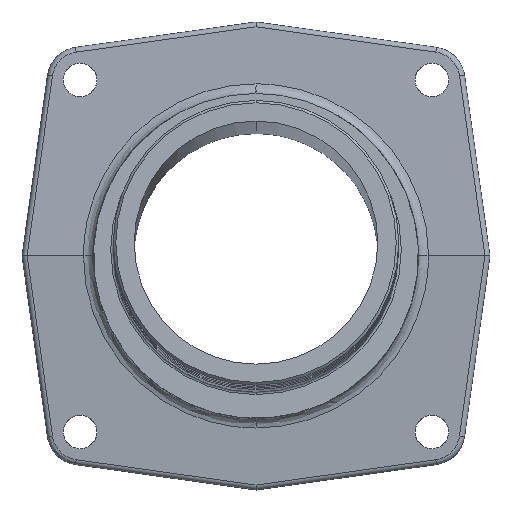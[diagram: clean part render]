
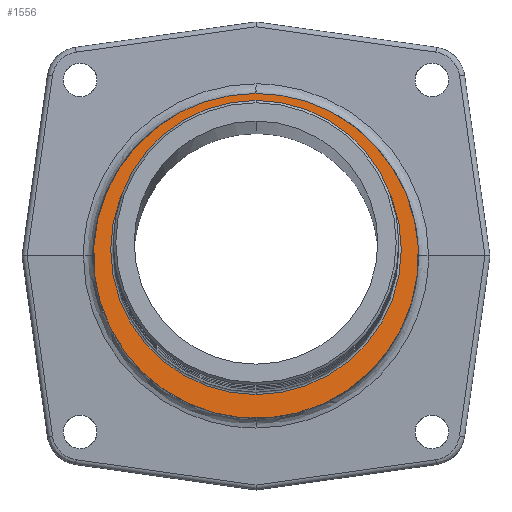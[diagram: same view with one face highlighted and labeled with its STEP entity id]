
A CAD part, top view. The second image highlights one B-rep face of the part: STEP entity #1556.
In plain terms, the highlighted planar face has unit normal (0, 0.07, 0.998).
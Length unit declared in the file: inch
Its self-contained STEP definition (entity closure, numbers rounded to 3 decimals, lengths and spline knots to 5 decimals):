
#261=CARTESIAN_POINT('',(-0.92639,1.77251,
0.99038));
#262=CARTESIAN_POINT('',(-0.85494,1.80985,
0.98777));
#263=CARTESIAN_POINT('',(-0.70871,1.87537,
0.98319));
#264=CARTESIAN_POINT('',(-0.478,1.94706,
0.97818));
#265=CARTESIAN_POINT('',(-0.24055,1.99035,
0.97515));
#266=CARTESIAN_POINT('',(-0.08061,2.00003,
0.97447));
#267=CARTESIAN_POINT('',(0.,2.00003,0.97447));
#325=CARTESIAN_POINT('',(0.893,1.78957,0.98919));
#327=CARTESIAN_POINT('',(0.893,1.78957,0.98919));
#328=CARTESIAN_POINT('',(0.82366,1.82417,0.98677));
#329=CARTESIAN_POINT('',(0.68205,1.88484,0.98253));
#330=CARTESIAN_POINT('',(0.45962,1.9511,0.97789));
#331=CARTESIAN_POINT('',(0.23117,1.9911,0.9751));
#332=CARTESIAN_POINT('',(0.07744,2.00003,0.97447));
#333=CARTESIAN_POINT('',(0.,2.00003,0.97447));
#360=CARTESIAN_POINT('',(-0.92639,1.77251,
0.99038));
#361=CARTESIAN_POINT('',(-1.0171,1.7251,0.9937));
#362=CARTESIAN_POINT('',(-1.18899,1.61777,1.0012));
#363=CARTESIAN_POINT('',(-1.42127,1.41818,1.01516));
#364=CARTESIAN_POINT('',(-1.62016,1.18583,1.03141));
#365=CARTESIAN_POINT('',(-1.78163,0.92575,1.04959));
#366=CARTESIAN_POINT('',(-1.90168,0.64405,1.06929));
#367=CARTESIAN_POINT('',(-1.97753,0.34728,1.09004));
#368=CARTESIAN_POINT('',(-2.00734,0.04237,1.11136));
#369=CARTESIAN_POINT('',(-1.99042,-0.26352,
1.13275));
#370=CARTESIAN_POINT('',(-1.92717,-0.56323,
1.15371));
#371=CARTESIAN_POINT('',(-1.81909,-0.84976,
1.17375));
#372=CARTESIAN_POINT('',(-1.66876,-1.11642,1.1924));
#373=CARTESIAN_POINT('',(-1.47973,-1.35703,1.20922));
#374=CARTESIAN_POINT('',(-1.25644,-1.56604,1.22384));
#375=CARTESIAN_POINT('',(-1.0041,-1.73864,1.23591));
#376=CARTESIAN_POINT('',(-0.7286,-1.87088,
1.24515));
#377=CARTESIAN_POINT('',(-0.43631,-1.95977,
1.25137));
#378=CARTESIAN_POINT('',(-0.13397,-2.00327,
1.25441));
#379=CARTESIAN_POINT('',(0.17144,-2.00041,1.25421));
#380=CARTESIAN_POINT('',(0.47292,-1.95125,1.25077));
#381=CARTESIAN_POINT('',(0.7635,-1.85691,1.24418));
#382=CARTESIAN_POINT('',(1.03649,-1.71953,1.23457));
#383=CARTESIAN_POINT('',(1.28556,-1.54222,1.22217));
#384=CARTESIAN_POINT('',(1.5049,-1.32906,1.20727));
#385=CARTESIAN_POINT('',(1.6894,-1.08493,1.19019));
#386=CARTESIAN_POINT('',(1.83472,-0.81548,1.17135));
#387=CARTESIAN_POINT('',(1.9374,-0.52695,1.15118));
#388=CARTESIAN_POINT('',(1.99502,-0.22609,1.13014));
#389=CARTESIAN_POINT('',(2.00619,0.08008,1.10873));
#390=CARTESIAN_POINT('',(1.97066,0.38436,1.08745));
#391=CARTESIAN_POINT('',(1.88925,0.67965,1.0668));
#392=CARTESIAN_POINT('',(1.76393,0.95904,1.04727));
#393=CARTESIAN_POINT('',(1.59762,1.21603,1.02929));
#394=CARTESIAN_POINT('',(1.39441,1.4446,1.01331));
#395=CARTESIAN_POINT('',(1.15843,1.63979,0.99966));
#396=CARTESIAN_POINT('',(0.98458,1.74387,0.99238));
#397=CARTESIAN_POINT('',(0.893,1.78957,0.98919));
#795=CARTESIAN_POINT('',(0.,0.07754,1.10891));
#796=DIRECTION('',(0.,0.07,0.998));
#797=DIRECTION('',(0.,0.998,-0.07));
#798=AXIS2_PLACEMENT_3D('',#795,#796,#797);
#810=CARTESIAN_POINT('',(0.,0.07754,1.10891));
#811=DIRECTION('',(0.,0.07,0.998));
#812=DIRECTION('',(0.,-0.998,0.07));
#813=AXIS2_PLACEMENT_3D('',#810,#811,#812);
#1152=VERTEX_POINT('',#261);
#1153=VERTEX_POINT('',#267);
#1158=VERTEX_POINT('',#325);
#1215=CARTESIAN_POINT('',(0.,1.86193,0.98413));
#1216=CARTESIAN_POINT('',(0.,-1.70685,1.23368));
#1217=VERTEX_POINT('',#1215);
#1218=VERTEX_POINT('',#1216);
#1538=CARTESIAN_POINT('',(0.,0.07754,1.10891));
#1539=DIRECTION('',(0.,0.07,0.998));
#1540=DIRECTION('',(0.,0.998,-0.07));
#1541=AXIS2_PLACEMENT_3D('',#1538,#1539,#1540);
#1542=PLANE('',#1541);
#1543=ORIENTED_EDGE('',*,*,#1526,.T.);
#1545=ORIENTED_EDGE('',*,*,#1544,.F.);
#1547=ORIENTED_EDGE('',*,*,#1546,.F.);
#1548=EDGE_LOOP('',(#1543,#1545,#1547));
#1549=FACE_OUTER_BOUND('',#1548,.F.);
#1551=ORIENTED_EDGE('',*,*,#1550,.T.);
#1553=ORIENTED_EDGE('',*,*,#1552,.T.);
#1554=EDGE_LOOP('',(#1551,#1553));
#1555=FACE_BOUND('',#1554,.F.);
#1556=ADVANCED_FACE('',(#1549,#1555),#1542,.T.);
#268=B_SPLINE_CURVE_WITH_KNOTS('',3,(#261,#262,#263,#264,#265,#266,#267),
.UNSPECIFIED.,.F.,.F.,(4,1,1,1,4),(0.,0.25,0.5,0.75,1.),
.UNSPECIFIED.);
#334=B_SPLINE_CURVE_WITH_KNOTS('',3,(#327,#328,#329,#330,#331,#332,#333),
.UNSPECIFIED.,.F.,.F.,(4,1,1,1,4),(0.,0.25,0.5,0.75,1.),
.UNSPECIFIED.);
#398=B_SPLINE_CURVE_WITH_KNOTS('',3,(#360,#361,#362,#363,#364,#365,#366,#367,
#368,#369,#370,#371,#372,#373,#374,#375,#376,#377,#378,#379,#380,#381,#382,#383,
#384,#385,#386,#387,#388,#389,#390,#391,#392,#393,#394,#395,#396,#397),
.UNSPECIFIED.,.F.,.F.,(4,1,1,1,1,1,1,1,1,1,1,1,1,1,1,1,1,1,1,1,1,1,1,1,1,1,1,1,
1,1,1,1,1,1,1,4),(0.,0.02857,0.05714,0.08571,
0.11429,0.14286,0.17143,0.2,0.22857,
0.25714,0.28571,0.31429,0.34286,
0.37143,0.4,0.42857,0.45714,0.48571,
0.51429,0.54286,0.57143,0.6,0.62857,
0.65714,0.68571,0.71429,0.74286,
0.77143,0.8,0.82857,0.85714,0.88571,
0.91429,0.94286,0.97143,1.),.UNSPECIFIED.);
#799=CIRCLE('',#798,1.78875);
#814=CIRCLE('',#813,1.78875);
#1526=EDGE_CURVE('',#1152,#1153,#268,.T.);
#1544=EDGE_CURVE('',#1158,#1153,#334,.T.);
#1546=EDGE_CURVE('',#1152,#1158,#398,.T.);
#1550=EDGE_CURVE('',#1217,#1218,#799,.T.);
#1552=EDGE_CURVE('',#1218,#1217,#814,.T.);
